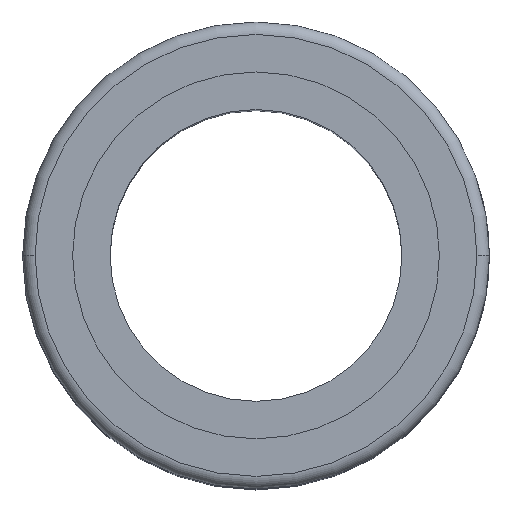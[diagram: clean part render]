
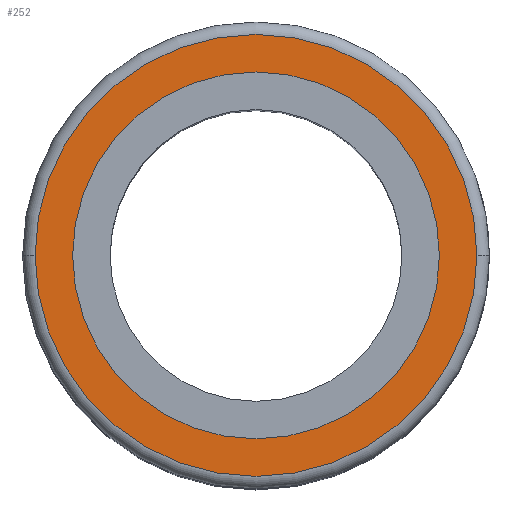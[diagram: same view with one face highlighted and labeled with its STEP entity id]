
A CAD part, top view. The second image highlights one B-rep face of the part: STEP entity #252.
In plain terms, the highlighted planar face has unit normal (0, 0, 1).
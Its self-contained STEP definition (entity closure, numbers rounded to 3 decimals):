
#138 = EDGE_LOOP ( 'NONE', ( #1330, #1331 ) ) ;
#142 = EDGE_LOOP ( 'NONE', ( #1328, #1329 ) ) ;
#252 = ADVANCED_FACE ( 'NONE', ( #1516, #1527 ), #614, .F. ) ;
#277 = VERTEX_POINT ( 'NONE', #654 ) ;
#279 = VERTEX_POINT ( 'NONE', #656 ) ;
#281 = VERTEX_POINT ( 'NONE', #658 ) ;
#282 = VERTEX_POINT ( 'NONE', #659 ) ;
#613 = CARTESIAN_POINT ( 'NONE',  ( 0., 15.716, 29. ) ) ;
#614 = PLANE ( 'NONE',  #1712 ) ;
#615 = DIRECTION ( 'NONE',  ( 0., 0., -1. ) ) ;
#616 = DIRECTION ( 'NONE',  ( -1., 0., 0. ) ) ;
#654 = CARTESIAN_POINT ( 'NONE',  ( 15.716, 0., 29. ) ) ;
#656 = CARTESIAN_POINT ( 'NONE',  ( -15.716, 0., 29. ) ) ;
#658 = CARTESIAN_POINT ( 'NONE',  ( -18.932, 0., 29. ) ) ;
#659 = CARTESIAN_POINT ( 'NONE',  ( 18.932, 0., 29. ) ) ;
#790 = CARTESIAN_POINT ( 'NONE',  ( 0., 0., 29. ) ) ;
#804 = DIRECTION ( 'NONE',  ( 0., 0., 1. ) ) ;
#805 = DIRECTION ( 'NONE',  ( 1., 0., 0. ) ) ;
#828 = CARTESIAN_POINT ( 'NONE',  ( 0., 0., 29. ) ) ;
#835 = DIRECTION ( 'NONE',  ( 0., 0., 1. ) ) ;
#836 = DIRECTION ( 'NONE',  ( 1., 0., 0. ) ) ;
#955 = CARTESIAN_POINT ( 'NONE',  ( 0., 0., 29. ) ) ;
#971 = DIRECTION ( 'NONE',  ( 0., 0., 1. ) ) ;
#972 = DIRECTION ( 'NONE',  ( 1., 0., 0. ) ) ;
#997 = CARTESIAN_POINT ( 'NONE',  ( 0., 0., 29. ) ) ;
#1008 = DIRECTION ( 'NONE',  ( 0., 0., 1. ) ) ;
#1009 = DIRECTION ( 'NONE',  ( 1., 0., 0. ) ) ;
#1096 = EDGE_CURVE ( 'NONE', #282, #281, #1590, .T. ) ;
#1108 = EDGE_CURVE ( 'NONE', #279, #277, #1608, .T. ) ;
#1164 = EDGE_CURVE ( 'NONE', #281, #282, #1693, .T. ) ;
#1177 = EDGE_CURVE ( 'NONE', #277, #279, #1796, .T. ) ;
#1328 = ORIENTED_EDGE ( 'NONE', *, *, #1177, .F. ) ;
#1329 = ORIENTED_EDGE ( 'NONE', *, *, #1108, .F. ) ;
#1330 = ORIENTED_EDGE ( 'NONE', *, *, #1096, .T. ) ;
#1331 = ORIENTED_EDGE ( 'NONE', *, *, #1164, .T. ) ;
#1516 = FACE_BOUND ( 'NONE', #142, .T. ) ;
#1527 = FACE_OUTER_BOUND ( 'NONE', #138, .T. ) ;
#1590 = CIRCLE ( 'NONE', #1735, 18.932 ) ;
#1608 = CIRCLE ( 'NONE', #1740, 15.716 ) ;
#1693 = CIRCLE ( 'NONE', #1764, 18.932 ) ;
#1712 = AXIS2_PLACEMENT_3D ( 'NONE', #613, #615, #616 ) ;
#1735 = AXIS2_PLACEMENT_3D ( 'NONE', #790, #804, #805 ) ;
#1740 = AXIS2_PLACEMENT_3D ( 'NONE', #828, #835, #836 ) ;
#1764 = AXIS2_PLACEMENT_3D ( 'NONE', #955, #971, #972 ) ;
#1778 = AXIS2_PLACEMENT_3D ( 'NONE', #997, #1008, #1009 ) ;
#1796 = CIRCLE ( 'NONE', #1778, 15.716 ) ;
